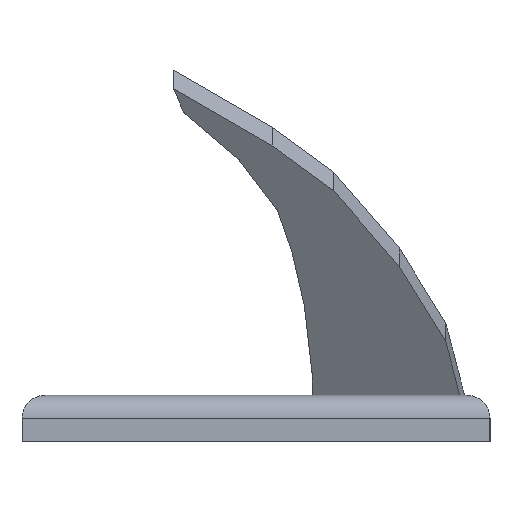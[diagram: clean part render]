
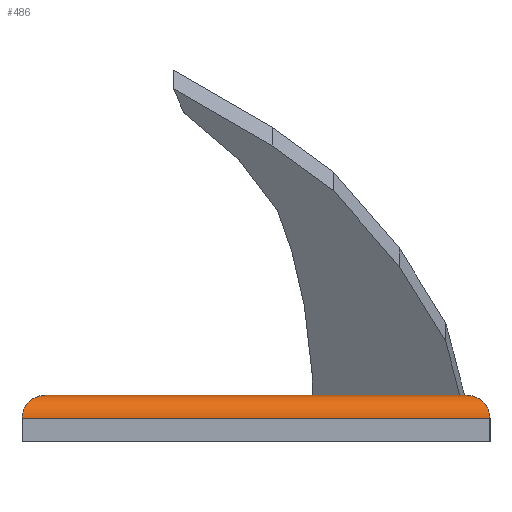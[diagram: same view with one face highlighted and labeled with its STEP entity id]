
A CAD part, left-side view. The second image highlights one B-rep face of the part: STEP entity #486.
In plain terms, the highlighted cylindrical face has radius 1 mm (diameter 2 mm), a partial arc.
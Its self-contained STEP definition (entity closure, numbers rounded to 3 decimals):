
#24 = VERTEX_POINT('',#25);
#25 = CARTESIAN_POINT('',(-17.5,10.,1.));
#44 = PLANE('',#45);
#45 = AXIS2_PLACEMENT_3D('',#46,#47,#48);
#46 = CARTESIAN_POINT('',(-17.5,-10.,0.));
#47 = DIRECTION('',(-1.,0.,0.));
#48 = DIRECTION('',(0.,1.,0.));
#72 = CYLINDRICAL_SURFACE('',#73,1.);
#73 = AXIS2_PLACEMENT_3D('',#74,#75,#76);
#74 = CARTESIAN_POINT('',(-17.5,9.,1.));
#75 = DIRECTION('',(1.,0.,0.));
#76 = DIRECTION('',(0.,1.,0.));
#144 = VERTEX_POINT('',#145);
#145 = CARTESIAN_POINT('',(-17.5,-10.,1.));
#171 = EDGE_CURVE('',#144,#24,#172,.T.);
#172 = SURFACE_CURVE('',#173,(#177,#184),.PCURVE_S1.);
#173 = LINE('',#174,#175);
#174 = CARTESIAN_POINT('',(-17.5,-10.,1.));
#175 = VECTOR('',#176,1.);
#176 = DIRECTION('',(0.,1.,0.));
#177 = PCURVE('',#44,#178);
#178 = DEFINITIONAL_REPRESENTATION('',(#179),#183);
#179 = LINE('',#180,#181);
#180 = CARTESIAN_POINT('',(0.,-1.));
#181 = VECTOR('',#182,1.);
#182 = DIRECTION('',(1.,0.));
#183 = ( GEOMETRIC_REPRESENTATION_CONTEXT(2) 
PARAMETRIC_REPRESENTATION_CONTEXT() REPRESENTATION_CONTEXT('2D SPACE',''
  ) );
#184 = PCURVE('',#185,#190);
#185 = CYLINDRICAL_SURFACE('',#186,1.);
#186 = AXIS2_PLACEMENT_3D('',#187,#188,#189);
#187 = CARTESIAN_POINT('',(-16.5,-10.,1.));
#188 = DIRECTION('',(0.,1.,0.));
#189 = DIRECTION('',(-1.,0.,0.));
#190 = DEFINITIONAL_REPRESENTATION('',(#191),#195);
#191 = LINE('',#192,#193);
#192 = CARTESIAN_POINT('',(0.,0.));
#193 = VECTOR('',#194,1.);
#194 = DIRECTION('',(0.,1.));
#195 = ( GEOMETRIC_REPRESENTATION_CONTEXT(2) 
PARAMETRIC_REPRESENTATION_CONTEXT() REPRESENTATION_CONTEXT('2D SPACE',''
  ) );
#222 = EDGE_CURVE('',#24,#223,#225,.T.);
#223 = VERTEX_POINT('',#224);
#224 = CARTESIAN_POINT('',(-16.5,9.,2.));
#225 = SURFACE_CURVE('',#226,(#231,#243),.PCURVE_S1.);
#226 = ELLIPSE('',#227,1.414,1.);
#227 = AXIS2_PLACEMENT_3D('',#228,#229,#230);
#228 = CARTESIAN_POINT('',(-16.5,9.,1.));
#229 = DIRECTION('',(0.707,0.707,0.));
#230 = DIRECTION('',(0.707,-0.707,0.));
#231 = PCURVE('',#72,#232);
#232 = DEFINITIONAL_REPRESENTATION('',(#233),#242);
#233 = B_SPLINE_CURVE_WITH_KNOTS('',7,(#234,#235,#236,#237,#238,#239,
    #240,#241),.UNSPECIFIED.,.F.,.F.,(8,8),(3.142,4.712
    ),.PIECEWISE_BEZIER_KNOTS.);
#234 = CARTESIAN_POINT('',(0.,0.));
#235 = CARTESIAN_POINT('',(0.224,0.));
#236 = CARTESIAN_POINT('',(0.449,0.059));
#237 = CARTESIAN_POINT('',(0.673,0.176));
#238 = CARTESIAN_POINT('',(0.898,0.345));
#239 = CARTESIAN_POINT('',(1.122,0.551));
#240 = CARTESIAN_POINT('',(1.346,0.776));
#241 = CARTESIAN_POINT('',(1.571,1.));
#242 = ( GEOMETRIC_REPRESENTATION_CONTEXT(2) 
PARAMETRIC_REPRESENTATION_CONTEXT() REPRESENTATION_CONTEXT('2D SPACE',''
  ) );
#243 = PCURVE('',#185,#244);
#244 = DEFINITIONAL_REPRESENTATION('',(#245),#254);
#245 = B_SPLINE_CURVE_WITH_KNOTS('',7,(#246,#247,#248,#249,#250,#251,
    #252,#253),.UNSPECIFIED.,.F.,.F.,(8,8),(3.142,4.712
    ),.PIECEWISE_BEZIER_KNOTS.);
#246 = CARTESIAN_POINT('',(0.,20.));
#247 = CARTESIAN_POINT('',(0.224,20.));
#248 = CARTESIAN_POINT('',(0.449,19.941));
#249 = CARTESIAN_POINT('',(0.673,19.824));
#250 = CARTESIAN_POINT('',(0.898,19.655));
#251 = CARTESIAN_POINT('',(1.122,19.449));
#252 = CARTESIAN_POINT('',(1.346,19.224));
#253 = CARTESIAN_POINT('',(1.571,19.));
#254 = ( GEOMETRIC_REPRESENTATION_CONTEXT(2) 
PARAMETRIC_REPRESENTATION_CONTEXT() REPRESENTATION_CONTEXT('2D SPACE',''
  ) );
#272 = PLANE('',#273);
#273 = AXIS2_PLACEMENT_3D('',#274,#275,#276);
#274 = CARTESIAN_POINT('',(0.,0.,2.));
#275 = DIRECTION('',(-0.,-0.,-1.));
#276 = DIRECTION('',(-1.,0.,0.));
#473 = CYLINDRICAL_SURFACE('',#474,1.);
#474 = AXIS2_PLACEMENT_3D('',#475,#476,#477);
#475 = CARTESIAN_POINT('',(17.5,-9.,1.));
#476 = DIRECTION('',(-1.,0.,0.));
#477 = DIRECTION('',(0.,-1.,0.));
#486 = ADVANCED_FACE('',(#487),#185,.T.);
#487 = FACE_BOUND('',#488,.T.);
#488 = EDGE_LOOP('',(#489,#523,#544,#545));
#489 = ORIENTED_EDGE('',*,*,#490,.T.);
#490 = EDGE_CURVE('',#144,#491,#493,.T.);
#491 = VERTEX_POINT('',#492);
#492 = CARTESIAN_POINT('',(-16.5,-9.,2.));
#493 = SURFACE_CURVE('',#494,(#499,#511),.PCURVE_S1.);
#494 = ELLIPSE('',#495,1.414,1.);
#495 = AXIS2_PLACEMENT_3D('',#496,#497,#498);
#496 = CARTESIAN_POINT('',(-16.5,-9.,1.));
#497 = DIRECTION('',(-0.707,0.707,0.));
#498 = DIRECTION('',(-0.707,-0.707,0.));
#499 = PCURVE('',#185,#500);
#500 = DEFINITIONAL_REPRESENTATION('',(#501),#510);
#501 = B_SPLINE_CURVE_WITH_KNOTS('',7,(#502,#503,#504,#505,#506,#507,
    #508,#509),.UNSPECIFIED.,.F.,.F.,(8,8),(0.,1.571),
  .PIECEWISE_BEZIER_KNOTS.);
#502 = CARTESIAN_POINT('',(0.,0.));
#503 = CARTESIAN_POINT('',(0.224,0.));
#504 = CARTESIAN_POINT('',(0.449,0.059));
#505 = CARTESIAN_POINT('',(0.673,0.176));
#506 = CARTESIAN_POINT('',(0.898,0.345));
#507 = CARTESIAN_POINT('',(1.122,0.551));
#508 = CARTESIAN_POINT('',(1.346,0.776));
#509 = CARTESIAN_POINT('',(1.571,1.));
#510 = ( GEOMETRIC_REPRESENTATION_CONTEXT(2) 
PARAMETRIC_REPRESENTATION_CONTEXT() REPRESENTATION_CONTEXT('2D SPACE',''
  ) );
#511 = PCURVE('',#473,#512);
#512 = DEFINITIONAL_REPRESENTATION('',(#513),#522);
#513 = B_SPLINE_CURVE_WITH_KNOTS('',7,(#514,#515,#516,#517,#518,#519,
    #520,#521),.UNSPECIFIED.,.F.,.F.,(8,8),(0.,1.571),
  .PIECEWISE_BEZIER_KNOTS.);
#514 = CARTESIAN_POINT('',(0.,35.));
#515 = CARTESIAN_POINT('',(0.224,35.));
#516 = CARTESIAN_POINT('',(0.449,34.941));
#517 = CARTESIAN_POINT('',(0.673,34.824));
#518 = CARTESIAN_POINT('',(0.898,34.655));
#519 = CARTESIAN_POINT('',(1.122,34.449));
#520 = CARTESIAN_POINT('',(1.346,34.224));
#521 = CARTESIAN_POINT('',(1.571,34.));
#522 = ( GEOMETRIC_REPRESENTATION_CONTEXT(2) 
PARAMETRIC_REPRESENTATION_CONTEXT() REPRESENTATION_CONTEXT('2D SPACE',''
  ) );
#523 = ORIENTED_EDGE('',*,*,#524,.T.);
#524 = EDGE_CURVE('',#491,#223,#525,.T.);
#525 = SURFACE_CURVE('',#526,(#530,#537),.PCURVE_S1.);
#526 = LINE('',#527,#528);
#527 = CARTESIAN_POINT('',(-16.5,-10.,2.));
#528 = VECTOR('',#529,1.);
#529 = DIRECTION('',(0.,1.,0.));
#530 = PCURVE('',#185,#531);
#531 = DEFINITIONAL_REPRESENTATION('',(#532),#536);
#532 = LINE('',#533,#534);
#533 = CARTESIAN_POINT('',(1.571,0.));
#534 = VECTOR('',#535,1.);
#535 = DIRECTION('',(0.,1.));
#536 = ( GEOMETRIC_REPRESENTATION_CONTEXT(2) 
PARAMETRIC_REPRESENTATION_CONTEXT() REPRESENTATION_CONTEXT('2D SPACE',''
  ) );
#537 = PCURVE('',#272,#538);
#538 = DEFINITIONAL_REPRESENTATION('',(#539),#543);
#539 = LINE('',#540,#541);
#540 = CARTESIAN_POINT('',(16.5,-10.));
#541 = VECTOR('',#542,1.);
#542 = DIRECTION('',(0.,1.));
#543 = ( GEOMETRIC_REPRESENTATION_CONTEXT(2) 
PARAMETRIC_REPRESENTATION_CONTEXT() REPRESENTATION_CONTEXT('2D SPACE',''
  ) );
#544 = ORIENTED_EDGE('',*,*,#222,.F.);
#545 = ORIENTED_EDGE('',*,*,#171,.F.);
